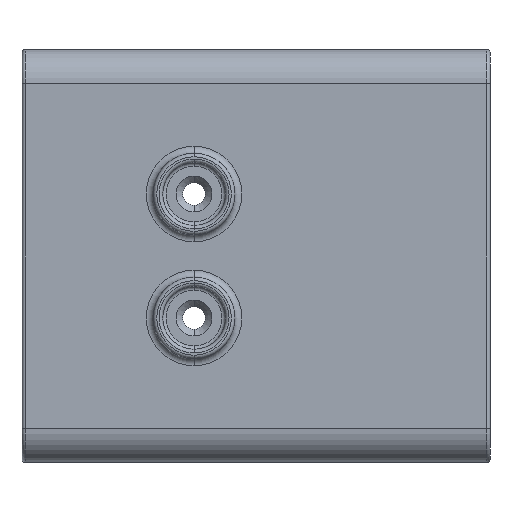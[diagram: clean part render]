
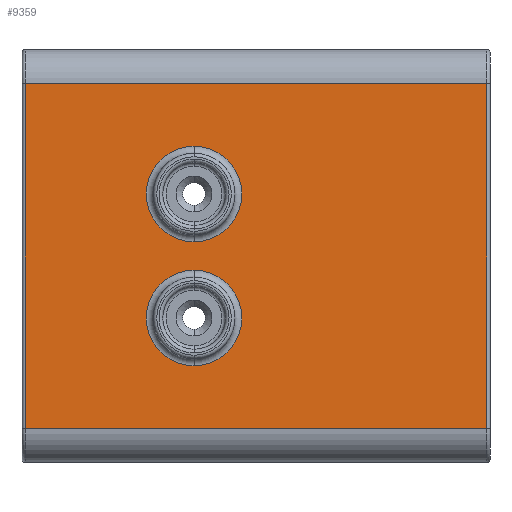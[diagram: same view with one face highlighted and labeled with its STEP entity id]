
A CAD part, front view. The second image highlights one B-rep face of the part: STEP entity #9359.
In plain terms, the highlighted planar face has unit normal (0, -1, 0).
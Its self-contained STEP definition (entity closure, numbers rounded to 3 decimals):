
#195=DIRECTION('',(0.,0.,-1.));
#196=VECTOR('',#195,50.);
#197=CARTESIAN_POINT('',(308.5,24.978,72.5));
#198=LINE('',#197,#196);
#199=DIRECTION('',(1.,0.,0.));
#200=VECTOR('',#199,67.);
#201=CARTESIAN_POINT('',(241.5,24.978,22.5));
#202=LINE('',#201,#200);
#203=DIRECTION('',(0.,0.,-1.));
#204=VECTOR('',#203,50.);
#205=CARTESIAN_POINT('',(241.5,24.978,72.5));
#206=LINE('',#205,#204);
#207=DIRECTION('',(1.,0.,0.));
#208=VECTOR('',#207,67.);
#209=CARTESIAN_POINT('',(241.5,24.978,72.5));
#210=LINE('',#209,#208);
#231=CARTESIAN_POINT('',(266.,24.978,38.5));
#232=DIRECTION('',(0.,-1.,0.));
#233=DIRECTION('',(0.,0.,-1.));
#234=AXIS2_PLACEMENT_3D('',#231,#232,#233);
#236=CARTESIAN_POINT('',(266.,24.978,38.5));
#237=DIRECTION('',(0.,-1.,0.));
#238=DIRECTION('',(0.,0.,1.));
#239=AXIS2_PLACEMENT_3D('',#236,#237,#238);
#241=CARTESIAN_POINT('',(266.,24.978,56.5));
#242=DIRECTION('',(0.,-1.,0.));
#243=DIRECTION('',(0.,0.,-1.));
#244=AXIS2_PLACEMENT_3D('',#241,#242,#243);
#246=CARTESIAN_POINT('',(266.,24.978,56.5));
#247=DIRECTION('',(0.,-1.,0.));
#248=DIRECTION('',(0.,0.,1.));
#249=AXIS2_PLACEMENT_3D('',#246,#247,#248);
#7462=CARTESIAN_POINT('',(308.5,24.978,72.5));
#7463=VERTEX_POINT('',#7462);
#7466=CARTESIAN_POINT('',(308.5,24.978,22.5));
#7467=VERTEX_POINT('',#7466);
#7508=CARTESIAN_POINT('',(241.5,24.978,72.5));
#7509=VERTEX_POINT('',#7508);
#7512=CARTESIAN_POINT('',(241.5,24.978,22.5));
#7513=VERTEX_POINT('',#7512);
#7600=CARTESIAN_POINT('',(266.,24.978,31.569));
#7601=CARTESIAN_POINT('',(266.,24.978,45.431));
#7602=VERTEX_POINT('',#7600);
#7603=VERTEX_POINT('',#7601);
#7608=CARTESIAN_POINT('',(266.,24.978,49.569));
#7609=CARTESIAN_POINT('',(266.,24.978,63.431));
#7610=VERTEX_POINT('',#7608);
#7611=VERTEX_POINT('',#7609);
#9334=CARTESIAN_POINT('',(309.,24.978,17.5));
#9335=DIRECTION('',(0.,-1.,0.));
#9336=DIRECTION('',(0.,0.,1.));
#9337=AXIS2_PLACEMENT_3D('',#9334,#9335,#9336);
#9338=PLANE('',#9337);
#9339=ORIENTED_EDGE('',*,*,#9208,.T.);
#9341=ORIENTED_EDGE('',*,*,#9340,.F.);
#9343=ORIENTED_EDGE('',*,*,#9342,.F.);
#9344=ORIENTED_EDGE('',*,*,#9326,.T.);
#9345=EDGE_LOOP('',(#9339,#9341,#9343,#9344));
#9346=FACE_OUTER_BOUND('',#9345,.F.);
#9348=ORIENTED_EDGE('',*,*,#9347,.T.);
#9350=ORIENTED_EDGE('',*,*,#9349,.T.);
#9351=EDGE_LOOP('',(#9348,#9350));
#9352=FACE_BOUND('',#9351,.F.);
#9354=ORIENTED_EDGE('',*,*,#9353,.T.);
#9356=ORIENTED_EDGE('',*,*,#9355,.T.);
#9357=EDGE_LOOP('',(#9354,#9356));
#9358=FACE_BOUND('',#9357,.F.);
#235=CIRCLE('',#234,6.931);
#240=CIRCLE('',#239,6.931);
#245=CIRCLE('',#244,6.931);
#250=CIRCLE('',#249,6.931);
#9208=EDGE_CURVE('',#7463,#7467,#198,.T.);
#9326=EDGE_CURVE('',#7509,#7463,#210,.T.);
#9340=EDGE_CURVE('',#7513,#7467,#202,.T.);
#9342=EDGE_CURVE('',#7509,#7513,#206,.T.);
#9347=EDGE_CURVE('',#7602,#7603,#235,.T.);
#9349=EDGE_CURVE('',#7603,#7602,#240,.T.);
#9353=EDGE_CURVE('',#7610,#7611,#245,.T.);
#9355=EDGE_CURVE('',#7611,#7610,#250,.T.);
#9359=ADVANCED_FACE('',(#9346,#9352,#9358),#9338,.T.);
